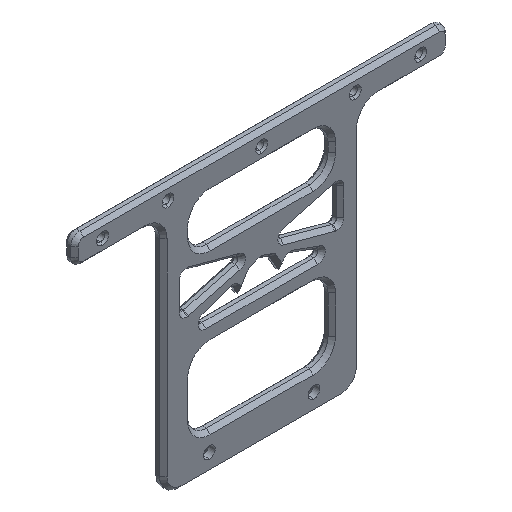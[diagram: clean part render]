
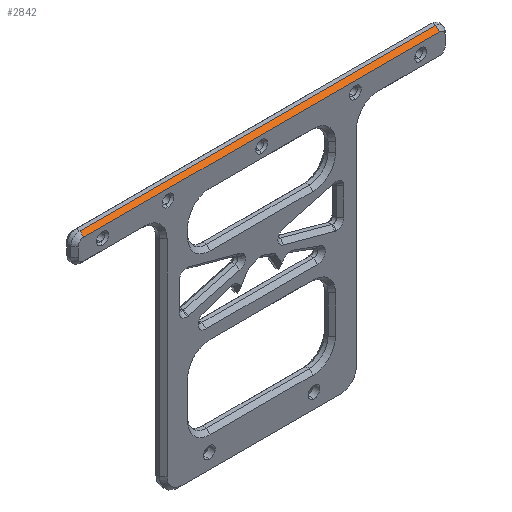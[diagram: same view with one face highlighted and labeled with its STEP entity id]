
A CAD part, isometric view. The second image highlights one B-rep face of the part: STEP entity #2842.
In plain terms, the highlighted planar face has unit normal (0, -0.707, 0.707).
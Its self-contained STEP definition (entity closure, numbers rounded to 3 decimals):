
#57 = CARTESIAN_POINT ( 'NONE',  ( 0., 2., 135. ) ) ;
#347 = EDGE_CURVE ( 'NONE', #1537, #4179, #6321, .T. ) ;
#490 = LINE ( 'NONE', #4527, #3641 ) ;
#560 = DIRECTION ( 'NONE',  ( 0., -0.707, -0.707 ) ) ;
#867 = EDGE_CURVE ( 'NONE', #3698, #4888, #490, .T. ) ;
#869 = CARTESIAN_POINT ( 'NONE',  ( 95., 0., 133. ) ) ;
#872 = PLANE ( 'NONE',  #1332 ) ;
#941 = EDGE_LOOP ( 'NONE', ( #2890, #2623, #5656, #6095 ) ) ;
#1056 = LINE ( 'NONE', #57, #6115 ) ;
#1332 = AXIS2_PLACEMENT_3D ( 'NONE', #1367, #5971, #2372 ) ;
#1367 = CARTESIAN_POINT ( 'NONE',  ( 0., 2., 135. ) ) ;
#1537 = VERTEX_POINT ( 'NONE', #3226 ) ;
#1816 = DIRECTION ( 'NONE',  ( 0., 0.707, 0.707 ) ) ;
#2372 = DIRECTION ( 'NONE',  ( 1., 0., 0. ) ) ;
#2420 = CARTESIAN_POINT ( 'NONE',  ( 95., 2., 135. ) ) ;
#2558 = CARTESIAN_POINT ( 'NONE',  ( 0., 0., 133. ) ) ;
#2623 = ORIENTED_EDGE ( 'NONE', *, *, #5175, .F. ) ;
#2842 = ADVANCED_FACE ( 'NONE', ( #4854 ), #872, .F. ) ;
#2890 = ORIENTED_EDGE ( 'NONE', *, *, #867, .T. ) ;
#3190 = CARTESIAN_POINT ( 'NONE',  ( -95., 0., 133. ) ) ;
#3226 = CARTESIAN_POINT ( 'NONE',  ( 95., 0., 133. ) ) ;
#3641 = VECTOR ( 'NONE', #560, 1000. ) ;
#3698 = VERTEX_POINT ( 'NONE', #4432 ) ;
#3906 = EDGE_CURVE ( 'NONE', #3698, #4179, #1056, .T. ) ;
#4179 = VERTEX_POINT ( 'NONE', #2420 ) ;
#4432 = CARTESIAN_POINT ( 'NONE',  ( -95., 2., 135. ) ) ;
#4527 = CARTESIAN_POINT ( 'NONE',  ( -95., 2., 135. ) ) ;
#4567 = DIRECTION ( 'NONE',  ( -1., 0., 0. ) ) ;
#4854 = FACE_OUTER_BOUND ( 'NONE', #941, .T. ) ;
#4888 = VERTEX_POINT ( 'NONE', #3190 ) ;
#5065 = LINE ( 'NONE', #2558, #5679 ) ;
#5175 = EDGE_CURVE ( 'NONE', #1537, #4888, #5065, .T. ) ;
#5656 = ORIENTED_EDGE ( 'NONE', *, *, #347, .T. ) ;
#5679 = VECTOR ( 'NONE', #4567, 1000. ) ;
#5971 = DIRECTION ( 'NONE',  ( 0., 0.707, -0.707 ) ) ;
#6073 = VECTOR ( 'NONE', #1816, 1000. ) ;
#6095 = ORIENTED_EDGE ( 'NONE', *, *, #3906, .F. ) ;
#6115 = VECTOR ( 'NONE', #6136, 1000. ) ;
#6136 = DIRECTION ( 'NONE',  ( 1., 0., 0. ) ) ;
#6321 = LINE ( 'NONE', #869, #6073 ) ;
